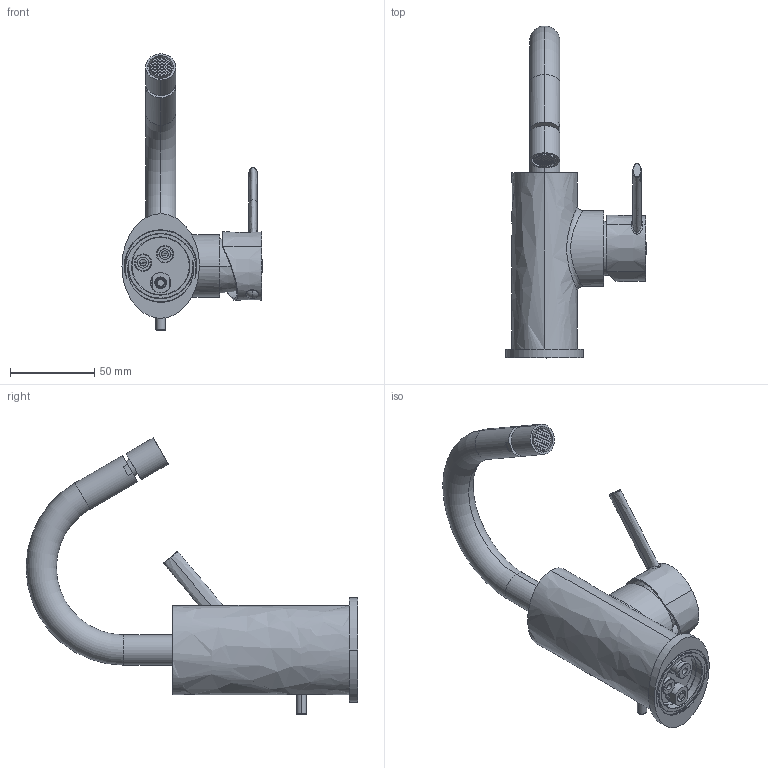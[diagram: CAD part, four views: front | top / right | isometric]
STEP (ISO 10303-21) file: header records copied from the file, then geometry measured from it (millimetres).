
FILE_DESCRIPTION((''),'2;1');
FILE_NAME('BR137CR','2021-11-08T10:25:17',('ut3'),('PAFFONI SpA'),'CREO PARAMETRIC BY PTC INC, 2020044','CREO PARAMETRIC BY PTC INC, 2020044','');
FILE_SCHEMA(('CONFIG_CONTROL_DESIGN','SHAPE_APPEARANCE_LAYERS_GROUPS'));
Length unit declared in the file: millimetre
Products named in the file (1): BR137CR
Bounding box: 83.2 x 197.09 x 164.14 mm (x, y, z)
Volume: 215039.2 mm3; surface area: 81700.5 mm2
Topology: 4 solids, 4 shells, 1507 faces, 4092 edges, 2594 vertices
Faces by surface type: plane 612, cylinder 579, cone 152, bspline 72, torus 70, sphere 14, extrusion 8
Entity records: 76269 total; most frequent: CARTESIAN_POINT 27365, ORIENTED_EDGE 8108, DIRECTION 7521, EDGE_CURVE 4054, AXIS2_PLACEMENT_3D 2771, VERTEX_POINT 2594, VECTOR 1979, LINE 1971
